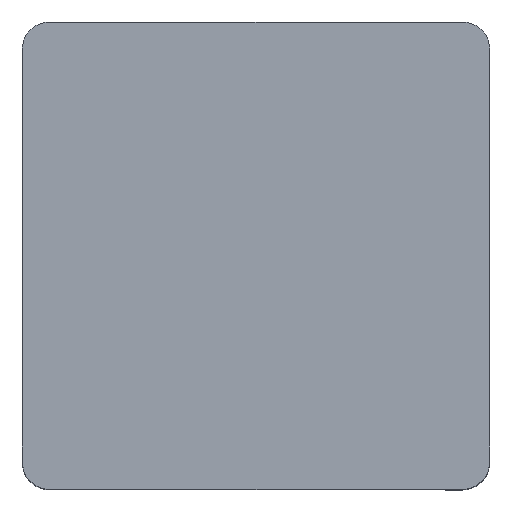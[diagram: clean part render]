
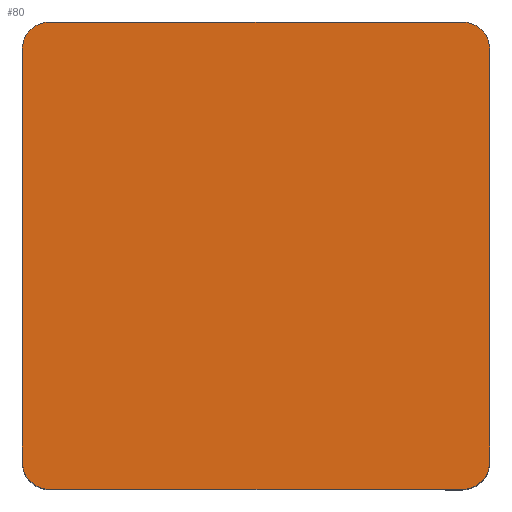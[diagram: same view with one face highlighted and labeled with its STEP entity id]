
A CAD part, top view. The second image highlights one B-rep face of the part: STEP entity #80.
In plain terms, the highlighted planar face has unit normal (0, 0, 1).
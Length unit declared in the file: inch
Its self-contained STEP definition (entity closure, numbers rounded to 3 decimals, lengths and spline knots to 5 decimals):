
#18 = LINE ( 'NONE', #1807, #554 ) ;
#35 = ORIENTED_EDGE ( 'NONE', *, *, #1783, .T. ) ;
#75 = CIRCLE ( 'NONE', #1968, 0.01584 ) ;
#80 = ADVANCED_FACE ( 'NONE', ( #177 ), #126, .F. ) ;
#84 = VERTEX_POINT ( 'NONE', #1442 ) ;
#85 = CARTESIAN_POINT ( 'NONE',  ( 0.12428, -0.26172, 0.27108 ) ) ;
#126 = PLANE ( 'NONE',  #1019 ) ;
#141 = CARTESIAN_POINT ( 'NONE',  ( 0.00293, -0.08536, 0.27108 ) ) ;
#177 = FACE_OUTER_BOUND ( 'NONE', #186, .T. ) ;
#186 = EDGE_LOOP ( 'NONE', ( #588, #1725, #794, #1410, #1795, #1632, #1233, #35 ) ) ;
#190 = VERTEX_POINT ( 'NONE', #231 ) ;
#205 = EDGE_CURVE ( 'NONE', #190, #1286, #604, .T. ) ;
#225 = CIRCLE ( 'NONE', #1635, 0.01584 ) ;
#226 = CARTESIAN_POINT ( 'NONE',  ( 0.14012, -0.27756, 0.27108 ) ) ;
#231 = CARTESIAN_POINT ( 'NONE',  ( 0.12428, -0.27756, 0.27108 ) ) ;
#299 = EDGE_CURVE ( 'NONE', #443, #1492, #75, .T. ) ;
#344 = VERTEX_POINT ( 'NONE', #433 ) ;
#413 = VERTEX_POINT ( 'NONE', #1567 ) ;
#422 = EDGE_CURVE ( 'NONE', #413, #344, #1381, .T. ) ;
#433 = CARTESIAN_POINT ( 'NONE',  ( 0.12428, -0.00708, 0.27108 ) ) ;
#443 = VERTEX_POINT ( 'NONE', #474 ) ;
#474 = CARTESIAN_POINT ( 'NONE',  ( -0.13036, -0.26172, 0.27108 ) ) ;
#550 = AXIS2_PLACEMENT_3D ( 'NONE', #85, #877, #2002 ) ;
#554 = VECTOR ( 'NONE', #1018, 39.37008 ) ;
#588 = ORIENTED_EDGE ( 'NONE', *, *, #422, .F. ) ;
#604 = CIRCLE ( 'NONE', #550, 0.01584 ) ;
#724 = EDGE_CURVE ( 'NONE', #413, #84, #225, .T. ) ;
#746 = CARTESIAN_POINT ( 'NONE',  ( 0.14012, -0.26172, 0.27108 ) ) ;
#769 = VERTEX_POINT ( 'NONE', #1226 ) ;
#794 = ORIENTED_EDGE ( 'NONE', *, *, #977, .F. ) ;
#819 = CARTESIAN_POINT ( 'NONE',  ( -0.13036, -0.27756, 0.27108 ) ) ;
#831 = CIRCLE ( 'NONE', #1088, 0.01584 ) ;
#832 = LINE ( 'NONE', #819, #1732 ) ;
#877 = DIRECTION ( 'NONE',  ( 0., 0., 1. ) ) ;
#977 = EDGE_CURVE ( 'NONE', #443, #84, #832, .T. ) ;
#1018 = DIRECTION ( 'NONE',  ( 0., -1., 0. ) ) ;
#1019 = AXIS2_PLACEMENT_3D ( 'NONE', #141, #1259, #1131 ) ;
#1038 = CARTESIAN_POINT ( 'NONE',  ( -0.11452, -0.02292, 0.27108 ) ) ;
#1088 = AXIS2_PLACEMENT_3D ( 'NONE', #1370, #1532, #1210 ) ;
#1131 = DIRECTION ( 'NONE',  ( 0., 1., 0. ) ) ;
#1192 = DIRECTION ( 'NONE',  ( -1., 0., 0. ) ) ;
#1196 = DIRECTION ( 'NONE',  ( 0., -1., 0. ) ) ;
#1210 = DIRECTION ( 'NONE',  ( 1., 0., 0. ) ) ;
#1222 = DIRECTION ( 'NONE',  ( 0., 0., 1. ) ) ;
#1226 = CARTESIAN_POINT ( 'NONE',  ( 0.14012, -0.02292, 0.27108 ) ) ;
#1228 = DIRECTION ( 'NONE',  ( 1., 0., 0. ) ) ;
#1233 = ORIENTED_EDGE ( 'NONE', *, *, #1995, .F. ) ;
#1259 = DIRECTION ( 'NONE',  ( 0., 0., -1. ) ) ;
#1270 = DIRECTION ( 'NONE',  ( 0., 1., 0. ) ) ;
#1286 = VERTEX_POINT ( 'NONE', #746 ) ;
#1370 = CARTESIAN_POINT ( 'NONE',  ( 0.12428, -0.02292, 0.27108 ) ) ;
#1381 = LINE ( 'NONE', #2063, #1484 ) ;
#1410 = ORIENTED_EDGE ( 'NONE', *, *, #299, .T. ) ;
#1421 = LINE ( 'NONE', #226, #2060 ) ;
#1431 = CARTESIAN_POINT ( 'NONE',  ( -0.11452, -0.27756, 0.27108 ) ) ;
#1442 = CARTESIAN_POINT ( 'NONE',  ( -0.13036, -0.02292, 0.27108 ) ) ;
#1484 = VECTOR ( 'NONE', #1574, 39.37008 ) ;
#1492 = VERTEX_POINT ( 'NONE', #1431 ) ;
#1532 = DIRECTION ( 'NONE',  ( 0., 0., 1. ) ) ;
#1558 = DIRECTION ( 'NONE',  ( 0., 0., 1. ) ) ;
#1567 = CARTESIAN_POINT ( 'NONE',  ( -0.11452, -0.00708, 0.27108 ) ) ;
#1574 = DIRECTION ( 'NONE',  ( 1., 0., 0. ) ) ;
#1632 = ORIENTED_EDGE ( 'NONE', *, *, #205, .T. ) ;
#1635 = AXIS2_PLACEMENT_3D ( 'NONE', #1038, #1222, #1196 ) ;
#1702 = CARTESIAN_POINT ( 'NONE',  ( -0.11452, -0.26172, 0.27108 ) ) ;
#1719 = EDGE_CURVE ( 'NONE', #190, #1492, #1421, .T. ) ;
#1725 = ORIENTED_EDGE ( 'NONE', *, *, #724, .T. ) ;
#1732 = VECTOR ( 'NONE', #1270, 39.37008 ) ;
#1783 = EDGE_CURVE ( 'NONE', #769, #344, #831, .T. ) ;
#1795 = ORIENTED_EDGE ( 'NONE', *, *, #1719, .F. ) ;
#1807 = CARTESIAN_POINT ( 'NONE',  ( 0.14012, -0.00708, 0.27108 ) ) ;
#1968 = AXIS2_PLACEMENT_3D ( 'NONE', #1702, #1558, #1228 ) ;
#1995 = EDGE_CURVE ( 'NONE', #769, #1286, #18, .T. ) ;
#2002 = DIRECTION ( 'NONE',  ( 1., 0., 0. ) ) ;
#2060 = VECTOR ( 'NONE', #1192, 39.37008 ) ;
#2063 = CARTESIAN_POINT ( 'NONE',  ( -0.13036, -0.00708, 0.27108 ) ) ;
